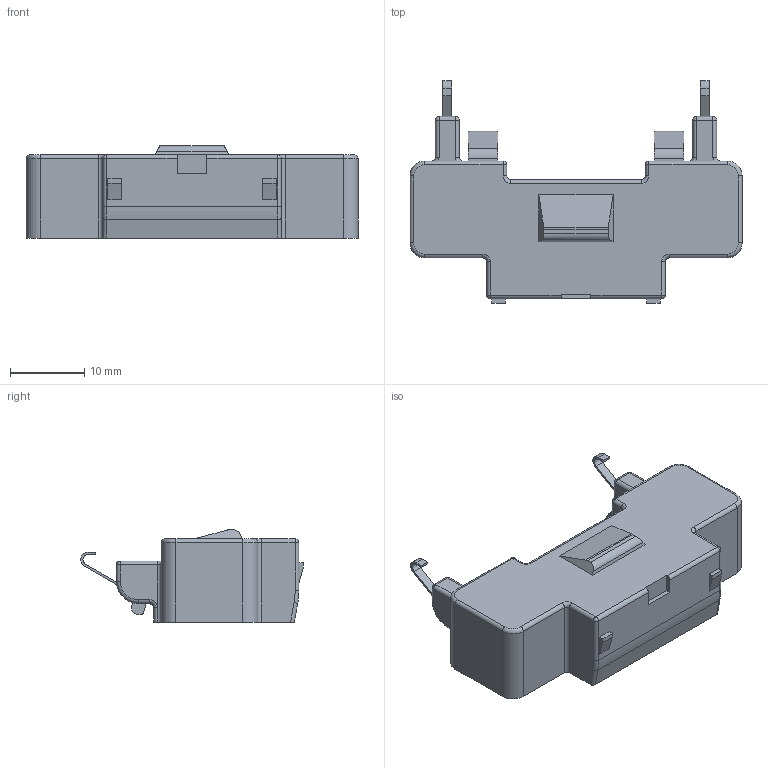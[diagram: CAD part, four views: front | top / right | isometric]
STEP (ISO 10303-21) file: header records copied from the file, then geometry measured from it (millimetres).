
FILE_DESCRIPTION(/* description */ (''),/* implementation_level */ '2;1');
FILE_NAME(/* name */ 'FILE_STP_CAD_DRAWING_BFX79_Catalog_prt.stp',/* time_stamp */ '2021-04-08T13:11:23+02:00',/* author */ (''),/* organization */ (''),/* preprocessor_version */ 'ST-DEVELOPER v16.7',/* originating_system */ 'SIEMENS PLM Software NX 12.0',/* authorisation */ '');
FILE_SCHEMA (('AUTOMOTIVE_DESIGN { 1 0 10303 214 3 1 1 1 }'));
Length unit declared in the file: millimetre
Products named in the file (1): BFX79_Catalog
Bounding box: 44.6 x 29.9 x 12.4 mm (x, y, z)
Surface area: 3301.1 mm2 (no closed solid volume)
Topology: 0 solids, 3 shells, 209 faces, 656 edges, 447 vertices
Faces by surface type: plane 101, cylinder 78, torus 22, sphere 8
Entity records: 7433 total; most frequent: CARTESIAN_POINT 1370, DIRECTION 1312, ORIENTED_EDGE 1220, EDGE_CURVE 656, VERTEX_POINT 454, AXIS2_PLACEMENT_3D 449, LINE 414, VECTOR 414
